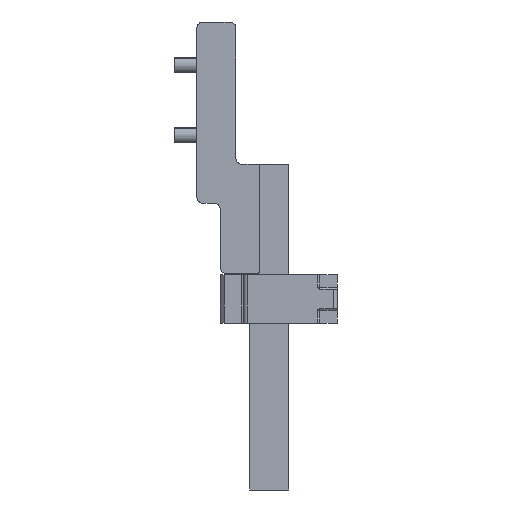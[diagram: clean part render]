
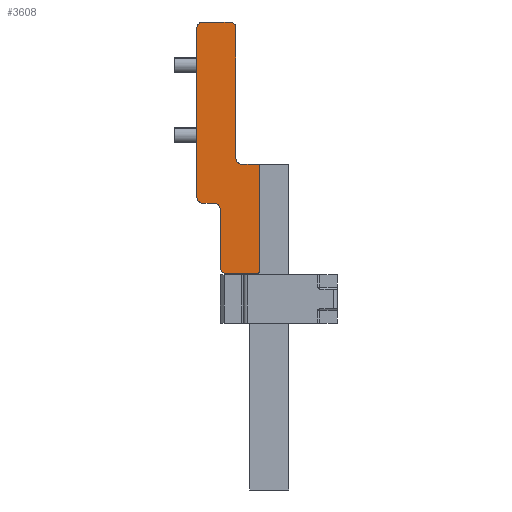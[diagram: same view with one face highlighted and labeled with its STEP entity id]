
A CAD part, left-side view. The second image highlights one B-rep face of the part: STEP entity #3608.
In plain terms, the highlighted planar face has unit normal (-1, 0, 0).
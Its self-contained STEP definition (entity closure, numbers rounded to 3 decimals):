
#1248=AXIS2_PLACEMENT_3D('Circle Axis2P3D',#1246,#1247,$) ;
#1303=AXIS2_PLACEMENT_3D('Circle Axis2P3D',#1301,#1302,$) ;
#1410=AXIS2_PLACEMENT_3D('Circle Axis2P3D',#1408,#1409,$) ;
#1700=AXIS2_PLACEMENT_3D('Circle Axis2P3D',#1698,#1699,$) ;
#3462=AXIS2_PLACEMENT_3D('Circle Axis2P3D',#3460,#3461,$) ;
#3534=AXIS2_PLACEMENT_3D('Circle Axis2P3D',#3532,#3533,$) ;
#3565=AXIS2_PLACEMENT_3D('Circle Axis2P3D',#3563,#3564,$) ;
#3578=AXIS2_PLACEMENT_3D('Plane Axis2P3D',#3575,#3576,#3577) ;
#3587=AXIS2_PLACEMENT_3D('Circle Axis2P3D',#3585,#3586,$) ;
#1137=CARTESIAN_POINT('Vertex',(-293.347,-382.,98.)) ;
#1140=CARTESIAN_POINT('Line Origine',(-293.347,-382.,71.)) ;
#1144=CARTESIAN_POINT('Vertex',(-293.347,-382.,44.)) ;
#1246=CARTESIAN_POINT('Axis2P3D Location',(-293.347,-381.,44.)) ;
#1250=CARTESIAN_POINT('Vertex',(-293.347,-381.,43.)) ;
#1270=CARTESIAN_POINT('Line Origine',(-293.347,-373.,43.)) ;
#1274=CARTESIAN_POINT('Vertex',(-293.347,-365.,43.)) ;
#1301=CARTESIAN_POINT('Axis2P3D Location',(-293.347,-365.,46.)) ;
#1305=CARTESIAN_POINT('Vertex',(-293.347,-362.,46.)) ;
#1332=CARTESIAN_POINT('Line Origine',(-293.347,-362.,61.)) ;
#1336=CARTESIAN_POINT('Vertex',(-293.347,-362.,76.)) ;
#1403=CARTESIAN_POINT('Vertex',(-293.347,-350.,169.)) ;
#1408=CARTESIAN_POINT('Axis2P3D Location',(-293.347,-353.,169.)) ;
#1412=CARTESIAN_POINT('Vertex',(-293.347,-353.,172.)) ;
#1674=CARTESIAN_POINT('Line Origine',(-293.347,-360.,172.)) ;
#1678=CARTESIAN_POINT('Vertex',(-293.347,-367.,172.)) ;
#1698=CARTESIAN_POINT('Axis2P3D Location',(-293.347,-367.,169.)) ;
#1702=CARTESIAN_POINT('Vertex',(-293.347,-370.,169.)) ;
#1764=CARTESIAN_POINT('Line Origine',(-293.347,-370.,135.5)) ;
#1768=CARTESIAN_POINT('Vertex',(-293.347,-370.,102.)) ;
#2291=CARTESIAN_POINT('Line Origine',(-293.347,-377.,99.)) ;
#2295=CARTESIAN_POINT('Vertex',(-293.347,-381.,99.)) ;
#2297=CARTESIAN_POINT('Vertex',(-293.347,-373.,99.)) ;
#2897=CARTESIAN_POINT('Vertex',(-293.347,-359.,79.)) ;
#2900=CARTESIAN_POINT('Line Origine',(-293.347,-356.,79.)) ;
#2904=CARTESIAN_POINT('Vertex',(-293.347,-353.,79.)) ;
#3460=CARTESIAN_POINT('Axis2P3D Location',(-293.347,-373.,102.)) ;
#3532=CARTESIAN_POINT('Axis2P3D Location',(-293.347,-353.,82.)) ;
#3536=CARTESIAN_POINT('Vertex',(-293.347,-350.,82.)) ;
#3563=CARTESIAN_POINT('Axis2P3D Location',(-293.347,-359.,76.)) ;
#3575=CARTESIAN_POINT('Axis2P3D Location',(-293.347,-382.,172.)) ;
#3580=CARTESIAN_POINT('Line Origine',(-293.347,-350.,125.5)) ;
#3585=CARTESIAN_POINT('Axis2P3D Location',(-293.347,-381.,98.)) ;
#1141=DIRECTION('Vector Direction',(0.,0.,-1.)) ;
#1247=DIRECTION('Axis2P3D Direction',(1.,0.,0.)) ;
#1271=DIRECTION('Vector Direction',(0.,-1.,0.)) ;
#1302=DIRECTION('Axis2P3D Direction',(1.,0.,0.)) ;
#1333=DIRECTION('Vector Direction',(0.,0.,1.)) ;
#1409=DIRECTION('Axis2P3D Direction',(1.,0.,0.)) ;
#1675=DIRECTION('Vector Direction',(0.,1.,0.)) ;
#1699=DIRECTION('Axis2P3D Direction',(1.,0.,0.)) ;
#1765=DIRECTION('Vector Direction',(0.,0.,-1.)) ;
#2292=DIRECTION('Vector Direction',(0.,-1.,0.)) ;
#2901=DIRECTION('Vector Direction',(0.,-1.,0.)) ;
#3461=DIRECTION('Axis2P3D Direction',(1.,0.,0.)) ;
#3533=DIRECTION('Axis2P3D Direction',(1.,0.,0.)) ;
#3564=DIRECTION('Axis2P3D Direction',(1.,0.,0.)) ;
#3576=DIRECTION('Axis2P3D Direction',(1.,0.,0.)) ;
#3577=DIRECTION('Axis2P3D XDirection',(0.,-1.,0.)) ;
#3581=DIRECTION('Vector Direction',(0.,0.,-1.)) ;
#3586=DIRECTION('Axis2P3D Direction',(1.,0.,0.)) ;
#1142=VECTOR('Line Direction',#1141,1.) ;
#1272=VECTOR('Line Direction',#1271,1.) ;
#1334=VECTOR('Line Direction',#1333,1.) ;
#1676=VECTOR('Line Direction',#1675,1.) ;
#1766=VECTOR('Line Direction',#1765,1.) ;
#2293=VECTOR('Line Direction',#2292,1.) ;
#2902=VECTOR('Line Direction',#2901,1.) ;
#3582=VECTOR('Line Direction',#3581,1.) ;
#3591=ORIENTED_EDGE('',*,*,#1770,.T.) ;
#3592=ORIENTED_EDGE('',*,*,#1704,.F.) ;
#3593=ORIENTED_EDGE('',*,*,#1680,.T.) ;
#3594=ORIENTED_EDGE('',*,*,#1414,.F.) ;
#3595=ORIENTED_EDGE('',*,*,#3584,.T.) ;
#3596=ORIENTED_EDGE('',*,*,#3538,.F.) ;
#3597=ORIENTED_EDGE('',*,*,#2906,.T.) ;
#3598=ORIENTED_EDGE('',*,*,#3567,.T.) ;
#3599=ORIENTED_EDGE('',*,*,#1338,.T.) ;
#3600=ORIENTED_EDGE('',*,*,#1307,.F.) ;
#3601=ORIENTED_EDGE('',*,*,#1276,.T.) ;
#3602=ORIENTED_EDGE('',*,*,#1252,.F.) ;
#3603=ORIENTED_EDGE('',*,*,#1146,.T.) ;
#3604=ORIENTED_EDGE('',*,*,#3589,.F.) ;
#3605=ORIENTED_EDGE('',*,*,#2299,.T.) ;
#3606=ORIENTED_EDGE('',*,*,#3464,.T.) ;
#3608=ADVANCED_FACE('RB7556805_1PD_001_00_FRONT TERMINAL ASSEMBLY E6.2 FIXED.7\\RB6564001_1PA_001_00_FRONT TERMINAL E2.2 FIXED.1\\PartBody',(#3607),#3579,.F.) ;
#1249=CIRCLE('generated circle',#1248,1.) ;
#1304=CIRCLE('generated circle',#1303,3.) ;
#1411=CIRCLE('generated circle',#1410,3.) ;
#1701=CIRCLE('generated circle',#1700,3.) ;
#3463=CIRCLE('generated circle',#3462,3.) ;
#3535=CIRCLE('generated circle',#3534,3.) ;
#3566=CIRCLE('generated circle',#3565,3.) ;
#3588=CIRCLE('generated circle',#3587,1.) ;
#1146=EDGE_CURVE('',#1145,#1138,#1143,.F.) ;
#1252=EDGE_CURVE('',#1145,#1251,#1249,.T.) ;
#1276=EDGE_CURVE('',#1275,#1251,#1273,.T.) ;
#1307=EDGE_CURVE('',#1275,#1306,#1304,.T.) ;
#1338=EDGE_CURVE('',#1337,#1306,#1335,.F.) ;
#1414=EDGE_CURVE('',#1404,#1413,#1411,.T.) ;
#1680=EDGE_CURVE('',#1679,#1413,#1677,.T.) ;
#1704=EDGE_CURVE('',#1679,#1703,#1701,.T.) ;
#1770=EDGE_CURVE('',#1769,#1703,#1767,.F.) ;
#2299=EDGE_CURVE('',#2296,#2298,#2294,.F.) ;
#2906=EDGE_CURVE('',#2905,#2898,#2903,.T.) ;
#3464=EDGE_CURVE('',#2298,#1769,#3463,.T.) ;
#3538=EDGE_CURVE('',#2905,#3537,#3535,.T.) ;
#3567=EDGE_CURVE('',#2898,#1337,#3566,.T.) ;
#3584=EDGE_CURVE('',#1404,#3537,#3583,.T.) ;
#3589=EDGE_CURVE('',#2296,#1138,#3588,.T.) ;
#3590=EDGE_LOOP('',(#3591,#3592,#3593,#3594,#3595,#3596,#3597,#3598,#3599,#3600,#3601,#3602,#3603,#3604,#3605,#3606)) ;
#3607=FACE_OUTER_BOUND('',#3590,.T.) ;
#1143=LINE('Line',#1140,#1142) ;
#1273=LINE('Line',#1270,#1272) ;
#1335=LINE('Line',#1332,#1334) ;
#1677=LINE('Line',#1674,#1676) ;
#1767=LINE('Line',#1764,#1766) ;
#2294=LINE('Line',#2291,#2293) ;
#2903=LINE('Line',#2900,#2902) ;
#3583=LINE('Line',#3580,#3582) ;
#3579=PLANE('',#3578) ;
#1138=VERTEX_POINT('',#1137) ;
#1145=VERTEX_POINT('',#1144) ;
#1251=VERTEX_POINT('',#1250) ;
#1275=VERTEX_POINT('',#1274) ;
#1306=VERTEX_POINT('',#1305) ;
#1337=VERTEX_POINT('',#1336) ;
#1404=VERTEX_POINT('',#1403) ;
#1413=VERTEX_POINT('',#1412) ;
#1679=VERTEX_POINT('',#1678) ;
#1703=VERTEX_POINT('',#1702) ;
#1769=VERTEX_POINT('',#1768) ;
#2296=VERTEX_POINT('',#2295) ;
#2298=VERTEX_POINT('',#2297) ;
#2898=VERTEX_POINT('',#2897) ;
#2905=VERTEX_POINT('',#2904) ;
#3537=VERTEX_POINT('',#3536) ;
